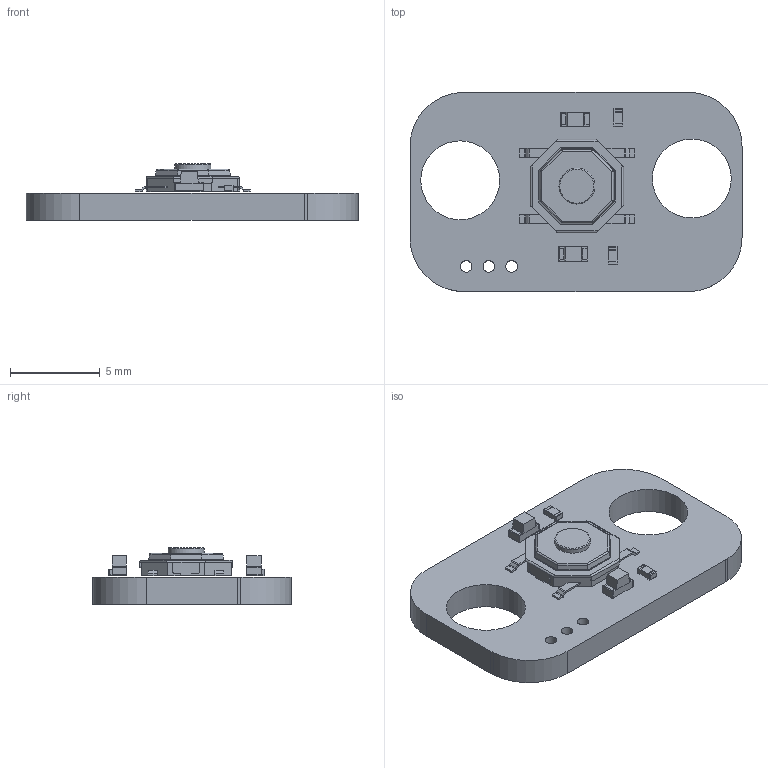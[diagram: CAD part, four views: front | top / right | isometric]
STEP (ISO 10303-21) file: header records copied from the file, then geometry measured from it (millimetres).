
FILE_DESCRIPTION(('KiCad electronic assembly'),'2;1');
FILE_NAME('switch.step','2024-11-09T21:28:27',('Pcbnew'),('Kicad'), 'Open CASCADE STEP processor 7.7','KiCad to STEP converter','Unknown' );
FILE_SCHEMA(('AUTOMOTIVE_DESIGN { 1 0 10303 214 1 1 1 1 }'));
Length unit declared in the file: millimetre
Products named in the file (5): switch 1; SW_SPST_TL3342; R_0402_1005Metric; LED_0603_1608Metric; switch_PCB
Assembly tree (6 placements, depth 2):
  switch 1
    SW_SPST_TL3342
    R_0402_1005Metric  x2
    LED_0603_1608Metric  x2
    switch_PCB
Bounding box: 18.5 x 11.1 x 3.13 mm (x, y, z)
Volume: 277.8 mm3; surface area: 570.6 mm2
Topology: 6 solids, 7 shells, 364 faces, 970 edges, 629 vertices
Faces by surface type: plane 269, cylinder 78, bspline 16, torus 1
Full cylindrical faces by diameter (mm): 0.65 x3, 2 x1, 4.4 x2
Entity records: 11637 total; most frequent: CARTESIAN_POINT 2483, ORIENTED_EDGE 1538, DIRECTION 1405, EDGE_CURVE 769, LINE 595, VECTOR 595, VERTEX_POINT 499, AXIS2_PLACEMENT_3D 405
